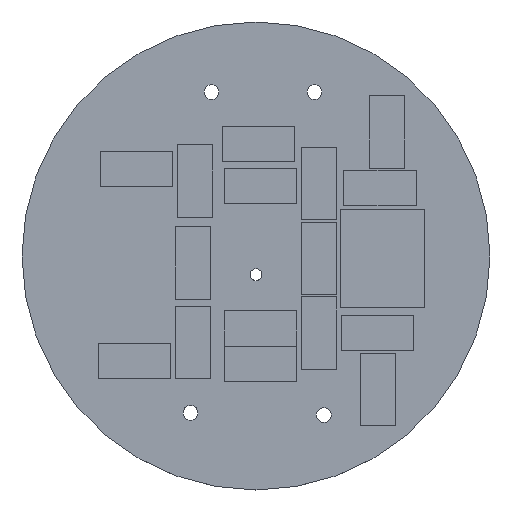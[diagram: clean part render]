
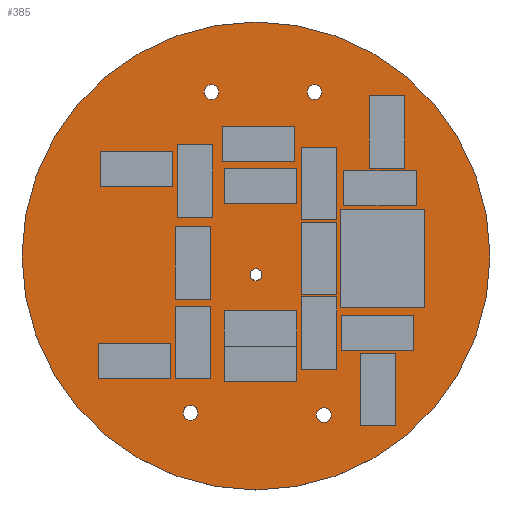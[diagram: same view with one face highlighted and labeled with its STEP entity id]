
A CAD part, top view. The second image highlights one B-rep face of the part: STEP entity #385.
In plain terms, the highlighted planar face has unit normal (0, 0, 1).
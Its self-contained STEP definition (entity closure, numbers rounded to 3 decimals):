
#299=FACE_OUTER_BOUND($,#335,.F.);
#303=FACE_OUTER_BOUND($,#339,.T.);
#307=FACE_OUTER_BOUND($,#343,.T.);
#311=FACE_OUTER_BOUND($,#347,.T.);
#315=FACE_OUTER_BOUND($,#351,.T.);
#319=FACE_OUTER_BOUND($,#355,.T.);
#335=EDGE_LOOP($,(#523,#524));
#339=EDGE_LOOP($,(#535,#536));
#343=EDGE_LOOP($,(#547,#548));
#347=EDGE_LOOP($,(#559,#560));
#351=EDGE_LOOP($,(#571,#572));
#355=EDGE_LOOP($,(#583,#584));
#371=PLANE($,#437);
#385=ADVANCED_FACE($,(#299,#303,#307,#311,#315,#319),#371,.T.);
#411=CIRCLE($,#435,10.);
#412=CIRCLE($,#436,10.);
#415=CIRCLE($,#443,0.25);
#416=CIRCLE($,#444,0.25);
#419=CIRCLE($,#449,0.318);
#420=CIRCLE($,#450,0.318);
#423=CIRCLE($,#455,0.318);
#424=CIRCLE($,#456,0.318);
#427=CIRCLE($,#461,0.318);
#428=CIRCLE($,#462,0.318);
#431=CIRCLE($,#467,0.318);
#432=CIRCLE($,#468,0.318);
#435=AXIS2_PLACEMENT_3D($,#918,#825,$);
#436=AXIS2_PLACEMENT_3D($,#919,#825,$);
#437=AXIS2_PLACEMENT_3D($,#916,#825,$);
#443=AXIS2_PLACEMENT_3D($,#930,#825,$);
#444=AXIS2_PLACEMENT_3D($,#931,#825,$);
#449=AXIS2_PLACEMENT_3D($,#942,#825,$);
#450=AXIS2_PLACEMENT_3D($,#943,#825,$);
#455=AXIS2_PLACEMENT_3D($,#954,#825,$);
#456=AXIS2_PLACEMENT_3D($,#955,#825,$);
#461=AXIS2_PLACEMENT_3D($,#966,#825,$);
#462=AXIS2_PLACEMENT_3D($,#967,#825,$);
#467=AXIS2_PLACEMENT_3D($,#978,#825,$);
#468=AXIS2_PLACEMENT_3D($,#979,#825,$);
#523=ORIENTED_EDGE($,*,*,#643,.T.);
#524=ORIENTED_EDGE($,*,*,#644,.T.);
#535=ORIENTED_EDGE($,*,*,#650,.T.);
#536=ORIENTED_EDGE($,*,*,#651,.T.);
#547=ORIENTED_EDGE($,*,*,#657,.T.);
#548=ORIENTED_EDGE($,*,*,#658,.T.);
#559=ORIENTED_EDGE($,*,*,#664,.T.);
#560=ORIENTED_EDGE($,*,*,#665,.T.);
#571=ORIENTED_EDGE($,*,*,#671,.T.);
#572=ORIENTED_EDGE($,*,*,#672,.T.);
#583=ORIENTED_EDGE($,*,*,#678,.T.);
#584=ORIENTED_EDGE($,*,*,#679,.T.);
#643=EDGE_CURVE($,#711,#712,#411,.F.);
#644=EDGE_CURVE($,#712,#711,#412,.F.);
#650=EDGE_CURVE($,#717,#718,#415,.F.);
#651=EDGE_CURVE($,#718,#717,#416,.F.);
#657=EDGE_CURVE($,#723,#724,#419,.F.);
#658=EDGE_CURVE($,#724,#723,#420,.F.);
#664=EDGE_CURVE($,#729,#730,#423,.F.);
#665=EDGE_CURVE($,#730,#729,#424,.F.);
#671=EDGE_CURVE($,#735,#736,#427,.F.);
#672=EDGE_CURVE($,#736,#735,#428,.F.);
#678=EDGE_CURVE($,#741,#742,#431,.F.);
#679=EDGE_CURVE($,#742,#741,#432,.F.);
#711=VERTEX_POINT($,#915);
#712=VERTEX_POINT($,#916);
#717=VERTEX_POINT($,#927);
#718=VERTEX_POINT($,#928);
#723=VERTEX_POINT($,#939);
#724=VERTEX_POINT($,#940);
#729=VERTEX_POINT($,#951);
#730=VERTEX_POINT($,#952);
#735=VERTEX_POINT($,#963);
#736=VERTEX_POINT($,#964);
#741=VERTEX_POINT($,#975);
#742=VERTEX_POINT($,#976);
#825=DIRECTION($,(0.,0.,1.));
#915=CARTESIAN_POINT('',(10.,0.8,0.));
#916=CARTESIAN_POINT('',(-10.,0.8,0.));
#918=CARTESIAN_POINT('',(0.,0.8,0.));
#919=CARTESIAN_POINT('',(0.,0.8,0.));
#927=CARTESIAN_POINT('',(0.25,0.,0.));
#928=CARTESIAN_POINT('',(-0.25,0.,0.));
#930=CARTESIAN_POINT('',(0.,0.,0.));
#931=CARTESIAN_POINT('',(0.,0.,0.));
#939=CARTESIAN_POINT('',(-1.583,7.8,0.));
#940=CARTESIAN_POINT('',(-2.218,7.8,0.));
#942=CARTESIAN_POINT('',(-1.9,7.8,0.));
#943=CARTESIAN_POINT('',(-1.9,7.8,0.));
#951=CARTESIAN_POINT('',(-2.483,-5.9,0.));
#952=CARTESIAN_POINT('',(-3.118,-5.9,0.));
#954=CARTESIAN_POINT('',(-2.8,-5.9,0.));
#955=CARTESIAN_POINT('',(-2.8,-5.9,0.));
#963=CARTESIAN_POINT('',(3.218,-6.,0.));
#964=CARTESIAN_POINT('',(2.583,-6.,0.));
#966=CARTESIAN_POINT('',(2.9,-6.,0.));
#967=CARTESIAN_POINT('',(2.9,-6.,0.));
#975=CARTESIAN_POINT('',(2.818,7.8,0.));
#976=CARTESIAN_POINT('',(2.183,7.8,0.));
#978=CARTESIAN_POINT('',(2.5,7.8,0.));
#979=CARTESIAN_POINT('',(2.5,7.8,0.));
